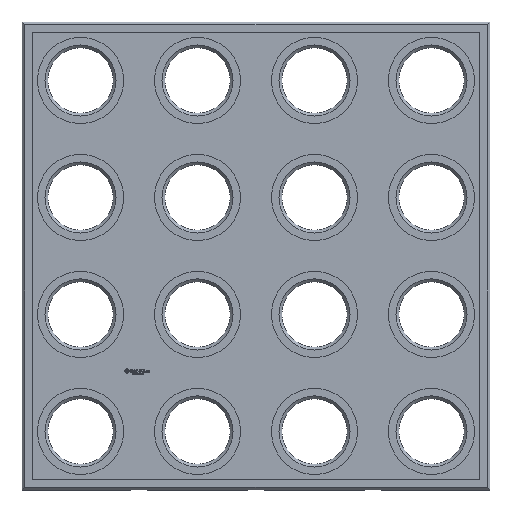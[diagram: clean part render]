
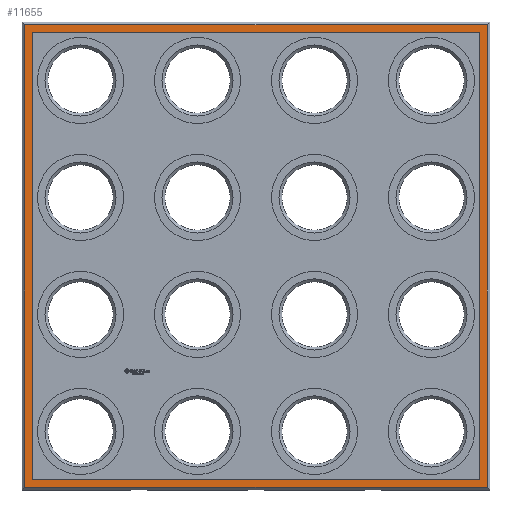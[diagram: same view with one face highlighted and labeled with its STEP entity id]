
A CAD part, top view. The second image highlights one B-rep face of the part: STEP entity #11655.
In plain terms, the highlighted planar face has unit normal (0, 0, 1).
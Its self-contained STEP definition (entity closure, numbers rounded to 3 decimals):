
#100 = PLANE('',#101);
#101 = AXIS2_PLACEMENT_3D('',#102,#103,#104);
#102 = CARTESIAN_POINT('',(-6.25,43.6,2.975));
#103 = DIRECTION('',(0.,0.707,0.707));
#104 = DIRECTION('',(-1.,0.,0.));
#2373 = PLANE('',#2374);
#2374 = AXIS2_PLACEMENT_3D('',#2375,#2376,#2377);
#2375 = CARTESIAN_POINT('',(43.6,43.75,2.975));
#2376 = DIRECTION('',(0.707,0.,0.707)
  );
#2377 = DIRECTION('',(0.,1.,0.));
#2751 = VERTEX_POINT('',#2752);
#2752 = CARTESIAN_POINT('',(-5.95,43.45,3.125));
#2766 = PLANE('',#2767);
#2767 = AXIS2_PLACEMENT_3D('',#2768,#2769,#2770);
#2768 = CARTESIAN_POINT('',(-6.1,-6.25,2.975));
#2769 = DIRECTION('',(-0.707,0.,0.707
    ));
#2770 = DIRECTION('',(0.,-1.,0.));
#2780 = VERTEX_POINT('',#2781);
#2781 = CARTESIAN_POINT('',(43.45,43.45,3.125));
#2802 = EDGE_CURVE('',#2751,#2780,#2803,.T.);
#2803 = SURFACE_CURVE('',#2804,(#2808,#2815),.PCURVE_S1.);
#2804 = LINE('',#2805,#2806);
#2805 = CARTESIAN_POINT('',(-6.25,43.45,3.125));
#2806 = VECTOR('',#2807,1.);
#2807 = DIRECTION('',(1.,0.,0.));
#2808 = PCURVE('',#100,#2809);
#2809 = DEFINITIONAL_REPRESENTATION('',(#2810),#2814);
#2810 = LINE('',#2811,#2812);
#2811 = CARTESIAN_POINT('',(0.,0.212));
#2812 = VECTOR('',#2813,1.);
#2813 = DIRECTION('',(-1.,0.));
#2814 = ( GEOMETRIC_REPRESENTATION_CONTEXT(2) 
PARAMETRIC_REPRESENTATION_CONTEXT() REPRESENTATION_CONTEXT('2D SPACE',''
  ) );
#2815 = PCURVE('',#2816,#2821);
#2816 = PLANE('',#2817);
#2817 = AXIS2_PLACEMENT_3D('',#2818,#2819,#2820);
#2818 = CARTESIAN_POINT('',(18.75,18.75,3.125));
#2819 = DIRECTION('',(0.,0.,1.));
#2820 = DIRECTION('',(1.,0.,0.));
#2821 = DEFINITIONAL_REPRESENTATION('',(#2822),#2826);
#2822 = LINE('',#2823,#2824);
#2823 = CARTESIAN_POINT('',(-25.,24.7));
#2824 = VECTOR('',#2825,1.);
#2825 = DIRECTION('',(1.,0.));
#2826 = ( GEOMETRIC_REPRESENTATION_CONTEXT(2) 
PARAMETRIC_REPRESENTATION_CONTEXT() REPRESENTATION_CONTEXT('2D SPACE',''
  ) );
#11256 = PLANE('',#11257);
#11257 = AXIS2_PLACEMENT_3D('',#11258,#11259,#11260);
#11258 = CARTESIAN_POINT('',(43.75,-6.1,2.975));
#11259 = DIRECTION('',(0.,-0.707,
    0.707));
#11260 = DIRECTION('',(-1.,0.,0.));
#11564 = VERTEX_POINT('',#11565);
#11565 = CARTESIAN_POINT('',(43.45,-5.95,3.125));
#11586 = EDGE_CURVE('',#2780,#11564,#11587,.T.);
#11587 = SURFACE_CURVE('',#11588,(#11592,#11599),.PCURVE_S1.);
#11588 = LINE('',#11589,#11590);
#11589 = CARTESIAN_POINT('',(43.45,43.75,3.125));
#11590 = VECTOR('',#11591,1.);
#11591 = DIRECTION('',(0.,-1.,0.));
#11592 = PCURVE('',#2373,#11593);
#11593 = DEFINITIONAL_REPRESENTATION('',(#11594),#11598);
#11594 = LINE('',#11595,#11596);
#11595 = CARTESIAN_POINT('',(0.,0.212));
#11596 = VECTOR('',#11597,1.);
#11597 = DIRECTION('',(-1.,0.));
#11598 = ( GEOMETRIC_REPRESENTATION_CONTEXT(2) 
PARAMETRIC_REPRESENTATION_CONTEXT() REPRESENTATION_CONTEXT('2D SPACE',''
  ) );
#11599 = PCURVE('',#2816,#11600);
#11600 = DEFINITIONAL_REPRESENTATION('',(#11601),#11605);
#11601 = LINE('',#11602,#11603);
#11602 = CARTESIAN_POINT('',(24.7,25.));
#11603 = VECTOR('',#11604,1.);
#11604 = DIRECTION('',(0.,-1.));
#11605 = ( GEOMETRIC_REPRESENTATION_CONTEXT(2) 
PARAMETRIC_REPRESENTATION_CONTEXT() REPRESENTATION_CONTEXT('2D SPACE',''
  ) );
#11611 = VERTEX_POINT('',#11612);
#11612 = CARTESIAN_POINT('',(-5.95,-5.95,3.125));
#11635 = EDGE_CURVE('',#11611,#2751,#11636,.T.);
#11636 = SURFACE_CURVE('',#11637,(#11641,#11648),.PCURVE_S1.);
#11637 = LINE('',#11638,#11639);
#11638 = CARTESIAN_POINT('',(-5.95,-6.25,3.125));
#11639 = VECTOR('',#11640,1.);
#11640 = DIRECTION('',(0.,1.,0.));
#11641 = PCURVE('',#2766,#11642);
#11642 = DEFINITIONAL_REPRESENTATION('',(#11643),#11647);
#11643 = LINE('',#11644,#11645);
#11644 = CARTESIAN_POINT('',(0.,0.212));
#11645 = VECTOR('',#11646,1.);
#11646 = DIRECTION('',(-1.,0.));
#11647 = ( GEOMETRIC_REPRESENTATION_CONTEXT(2) 
PARAMETRIC_REPRESENTATION_CONTEXT() REPRESENTATION_CONTEXT('2D SPACE',''
  ) );
#11648 = PCURVE('',#2816,#11649);
#11649 = DEFINITIONAL_REPRESENTATION('',(#11650),#11654);
#11650 = LINE('',#11651,#11652);
#11651 = CARTESIAN_POINT('',(-24.7,-25.));
#11652 = VECTOR('',#11653,1.);
#11653 = DIRECTION('',(0.,1.));
#11654 = ( GEOMETRIC_REPRESENTATION_CONTEXT(2) 
PARAMETRIC_REPRESENTATION_CONTEXT() REPRESENTATION_CONTEXT('2D SPACE',''
  ) );
#11655 = ADVANCED_FACE('',(#11656,#11682),#2816,.T.);
#11656 = FACE_BOUND('',#11657,.T.);
#11657 = EDGE_LOOP('',(#11658,#11679,#11680,#11681));
#11658 = ORIENTED_EDGE('',*,*,#11659,.F.);
#11659 = EDGE_CURVE('',#11564,#11611,#11660,.T.);
#11660 = SURFACE_CURVE('',#11661,(#11665,#11672),.PCURVE_S1.);
#11661 = LINE('',#11662,#11663);
#11662 = CARTESIAN_POINT('',(43.75,-5.95,3.125));
#11663 = VECTOR('',#11664,1.);
#11664 = DIRECTION('',(-1.,0.,0.));
#11665 = PCURVE('',#2816,#11666);
#11666 = DEFINITIONAL_REPRESENTATION('',(#11667),#11671);
#11667 = LINE('',#11668,#11669);
#11668 = CARTESIAN_POINT('',(25.,-24.7));
#11669 = VECTOR('',#11670,1.);
#11670 = DIRECTION('',(-1.,0.));
#11671 = ( GEOMETRIC_REPRESENTATION_CONTEXT(2) 
PARAMETRIC_REPRESENTATION_CONTEXT() REPRESENTATION_CONTEXT('2D SPACE',''
  ) );
#11672 = PCURVE('',#11256,#11673);
#11673 = DEFINITIONAL_REPRESENTATION('',(#11674),#11678);
#11674 = LINE('',#11675,#11676);
#11675 = CARTESIAN_POINT('',(0.,-0.212));
#11676 = VECTOR('',#11677,1.);
#11677 = DIRECTION('',(1.,0.));
#11678 = ( GEOMETRIC_REPRESENTATION_CONTEXT(2) 
PARAMETRIC_REPRESENTATION_CONTEXT() REPRESENTATION_CONTEXT('2D SPACE',''
  ) );
#11679 = ORIENTED_EDGE('',*,*,#11586,.F.);
#11680 = ORIENTED_EDGE('',*,*,#2802,.F.);
#11681 = ORIENTED_EDGE('',*,*,#11635,.F.);
#11682 = FACE_BOUND('',#11683,.T.);
#11683 = EDGE_LOOP('',(#11684,#11714,#11742,#11770));
#11684 = ORIENTED_EDGE('',*,*,#11685,.T.);
#11685 = EDGE_CURVE('',#11686,#11688,#11690,.T.);
#11686 = VERTEX_POINT('',#11687);
#11687 = CARTESIAN_POINT('',(-5.15,-5.15,3.125));
#11688 = VERTEX_POINT('',#11689);
#11689 = CARTESIAN_POINT('',(-5.15,42.65,3.125));
#11690 = SURFACE_CURVE('',#11691,(#11695,#11702),.PCURVE_S1.);
#11691 = LINE('',#11692,#11693);
#11692 = CARTESIAN_POINT('',(-5.15,-5.15,3.125));
#11693 = VECTOR('',#11694,1.);
#11694 = DIRECTION('',(0.,1.,0.));
#11695 = PCURVE('',#2816,#11696);
#11696 = DEFINITIONAL_REPRESENTATION('',(#11697),#11701);
#11697 = LINE('',#11698,#11699);
#11698 = CARTESIAN_POINT('',(-23.9,-23.9));
#11699 = VECTOR('',#11700,1.);
#11700 = DIRECTION('',(0.,1.));
#11701 = ( GEOMETRIC_REPRESENTATION_CONTEXT(2) 
PARAMETRIC_REPRESENTATION_CONTEXT() REPRESENTATION_CONTEXT('2D SPACE',''
  ) );
#11702 = PCURVE('',#11703,#11708);
#11703 = PLANE('',#11704);
#11704 = AXIS2_PLACEMENT_3D('',#11705,#11706,#11707);
#11705 = CARTESIAN_POINT('',(-5.15,-5.15,3.125));
#11706 = DIRECTION('',(1.,0.,0.));
#11707 = DIRECTION('',(0.,1.,0.));
#11708 = DEFINITIONAL_REPRESENTATION('',(#11709),#11713);
#11709 = LINE('',#11710,#11711);
#11710 = CARTESIAN_POINT('',(0.,0.));
#11711 = VECTOR('',#11712,1.);
#11712 = DIRECTION('',(1.,0.));
#11713 = ( GEOMETRIC_REPRESENTATION_CONTEXT(2) 
PARAMETRIC_REPRESENTATION_CONTEXT() REPRESENTATION_CONTEXT('2D SPACE',''
  ) );
#11714 = ORIENTED_EDGE('',*,*,#11715,.T.);
#11715 = EDGE_CURVE('',#11688,#11716,#11718,.T.);
#11716 = VERTEX_POINT('',#11717);
#11717 = CARTESIAN_POINT('',(42.65,42.65,3.125));
#11718 = SURFACE_CURVE('',#11719,(#11723,#11730),.PCURVE_S1.);
#11719 = LINE('',#11720,#11721);
#11720 = CARTESIAN_POINT('',(-5.15,42.65,3.125));
#11721 = VECTOR('',#11722,1.);
#11722 = DIRECTION('',(1.,0.,0.));
#11723 = PCURVE('',#2816,#11724);
#11724 = DEFINITIONAL_REPRESENTATION('',(#11725),#11729);
#11725 = LINE('',#11726,#11727);
#11726 = CARTESIAN_POINT('',(-23.9,23.9));
#11727 = VECTOR('',#11728,1.);
#11728 = DIRECTION('',(1.,0.));
#11729 = ( GEOMETRIC_REPRESENTATION_CONTEXT(2) 
PARAMETRIC_REPRESENTATION_CONTEXT() REPRESENTATION_CONTEXT('2D SPACE',''
  ) );
#11730 = PCURVE('',#11731,#11736);
#11731 = PLANE('',#11732);
#11732 = AXIS2_PLACEMENT_3D('',#11733,#11734,#11735);
#11733 = CARTESIAN_POINT('',(-5.15,42.65,3.125));
#11734 = DIRECTION('',(0.,-1.,0.));
#11735 = DIRECTION('',(1.,0.,0.));
#11736 = DEFINITIONAL_REPRESENTATION('',(#11737),#11741);
#11737 = LINE('',#11738,#11739);
#11738 = CARTESIAN_POINT('',(0.,0.));
#11739 = VECTOR('',#11740,1.);
#11740 = DIRECTION('',(1.,0.));
#11741 = ( GEOMETRIC_REPRESENTATION_CONTEXT(2) 
PARAMETRIC_REPRESENTATION_CONTEXT() REPRESENTATION_CONTEXT('2D SPACE',''
  ) );
#11742 = ORIENTED_EDGE('',*,*,#11743,.T.);
#11743 = EDGE_CURVE('',#11716,#11744,#11746,.T.);
#11744 = VERTEX_POINT('',#11745);
#11745 = CARTESIAN_POINT('',(42.65,-5.15,3.125));
#11746 = SURFACE_CURVE('',#11747,(#11751,#11758),.PCURVE_S1.);
#11747 = LINE('',#11748,#11749);
#11748 = CARTESIAN_POINT('',(42.65,42.65,3.125));
#11749 = VECTOR('',#11750,1.);
#11750 = DIRECTION('',(0.,-1.,0.));
#11751 = PCURVE('',#2816,#11752);
#11752 = DEFINITIONAL_REPRESENTATION('',(#11753),#11757);
#11753 = LINE('',#11754,#11755);
#11754 = CARTESIAN_POINT('',(23.9,23.9));
#11755 = VECTOR('',#11756,1.);
#11756 = DIRECTION('',(0.,-1.));
#11757 = ( GEOMETRIC_REPRESENTATION_CONTEXT(2) 
PARAMETRIC_REPRESENTATION_CONTEXT() REPRESENTATION_CONTEXT('2D SPACE',''
  ) );
#11758 = PCURVE('',#11759,#11764);
#11759 = PLANE('',#11760);
#11760 = AXIS2_PLACEMENT_3D('',#11761,#11762,#11763);
#11761 = CARTESIAN_POINT('',(42.65,42.65,3.125));
#11762 = DIRECTION('',(-1.,0.,0.));
#11763 = DIRECTION('',(0.,-1.,0.));
#11764 = DEFINITIONAL_REPRESENTATION('',(#11765),#11769);
#11765 = LINE('',#11766,#11767);
#11766 = CARTESIAN_POINT('',(0.,0.));
#11767 = VECTOR('',#11768,1.);
#11768 = DIRECTION('',(1.,0.));
#11769 = ( GEOMETRIC_REPRESENTATION_CONTEXT(2) 
PARAMETRIC_REPRESENTATION_CONTEXT() REPRESENTATION_CONTEXT('2D SPACE',''
  ) );
#11770 = ORIENTED_EDGE('',*,*,#11771,.T.);
#11771 = EDGE_CURVE('',#11744,#11686,#11772,.T.);
#11772 = SURFACE_CURVE('',#11773,(#11777,#11784),.PCURVE_S1.);
#11773 = LINE('',#11774,#11775);
#11774 = CARTESIAN_POINT('',(42.65,-5.15,3.125));
#11775 = VECTOR('',#11776,1.);
#11776 = DIRECTION('',(-1.,0.,0.));
#11777 = PCURVE('',#2816,#11778);
#11778 = DEFINITIONAL_REPRESENTATION('',(#11779),#11783);
#11779 = LINE('',#11780,#11781);
#11780 = CARTESIAN_POINT('',(23.9,-23.9));
#11781 = VECTOR('',#11782,1.);
#11782 = DIRECTION('',(-1.,0.));
#11783 = ( GEOMETRIC_REPRESENTATION_CONTEXT(2) 
PARAMETRIC_REPRESENTATION_CONTEXT() REPRESENTATION_CONTEXT('2D SPACE',''
  ) );
#11784 = PCURVE('',#11785,#11790);
#11785 = PLANE('',#11786);
#11786 = AXIS2_PLACEMENT_3D('',#11787,#11788,#11789);
#11787 = CARTESIAN_POINT('',(42.65,-5.15,3.125));
#11788 = DIRECTION('',(0.,1.,0.));
#11789 = DIRECTION('',(-1.,0.,0.));
#11790 = DEFINITIONAL_REPRESENTATION('',(#11791),#11795);
#11791 = LINE('',#11792,#11793);
#11792 = CARTESIAN_POINT('',(0.,0.));
#11793 = VECTOR('',#11794,1.);
#11794 = DIRECTION('',(1.,0.));
#11795 = ( GEOMETRIC_REPRESENTATION_CONTEXT(2) 
PARAMETRIC_REPRESENTATION_CONTEXT() REPRESENTATION_CONTEXT('2D SPACE',''
  ) );
